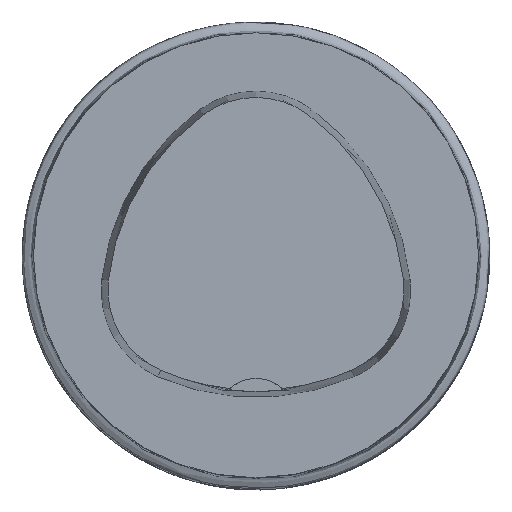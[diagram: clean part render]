
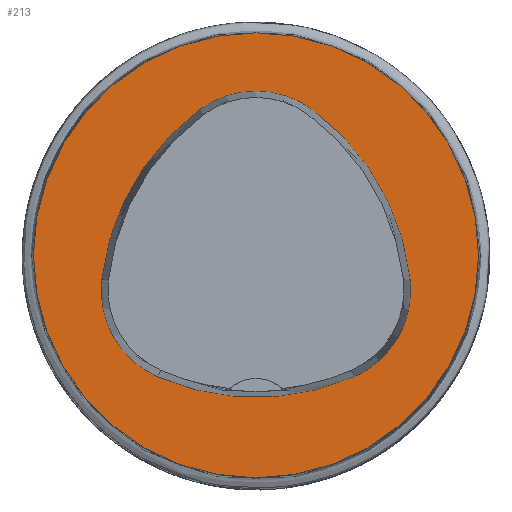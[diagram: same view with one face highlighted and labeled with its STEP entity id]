
A CAD part, top view. The second image highlights one B-rep face of the part: STEP entity #213.
In plain terms, the highlighted planar face has unit normal (0, 0, 1).
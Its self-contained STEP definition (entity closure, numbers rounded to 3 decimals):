
#146=PLANE('',#946);
#213=ADVANCED_FACE('',(#291,#292),#146,.T.);
#251=CIRCLE('',#917,40.);
#253=CIRCLE('',#924,44.);
#255=CIRCLE('',#927,17.);
#257=CIRCLE('',#930,44.);
#259=CIRCLE('',#933,17.);
#263=CIRCLE('',#938,44.);
#265=CIRCLE('',#941,17.);
#291=FACE_BOUND('',#342,.T.);
#292=FACE_BOUND('',#343,.T.);
#342=EDGE_LOOP('',(#453,#454,#455,#456,#457,#458));
#343=EDGE_LOOP('',(#459));
#453=ORIENTED_EDGE('',*,*,#623,.T.);
#454=ORIENTED_EDGE('',*,*,#603,.T.);
#455=ORIENTED_EDGE('',*,*,#607,.T.);
#456=ORIENTED_EDGE('',*,*,#610,.T.);
#457=ORIENTED_EDGE('',*,*,#613,.T.);
#458=ORIENTED_EDGE('',*,*,#621,.T.);
#459=ORIENTED_EDGE('',*,*,#593,.F.);
#539=VERTEX_POINT('',#1303);
#549=VERTEX_POINT('',#1324);
#550=VERTEX_POINT('',#1325);
#553=VERTEX_POINT('',#1333);
#555=VERTEX_POINT('',#1339);
#557=VERTEX_POINT('',#1345);
#564=VERTEX_POINT('',#1366);
#593=EDGE_CURVE('',#539,#539,#251,.T.);
#603=EDGE_CURVE('',#549,#550,#253,.T.);
#607=EDGE_CURVE('',#550,#553,#255,.T.);
#610=EDGE_CURVE('',#553,#555,#257,.T.);
#613=EDGE_CURVE('',#555,#557,#259,.T.);
#621=EDGE_CURVE('',#557,#564,#263,.T.);
#623=EDGE_CURVE('',#564,#549,#265,.T.);
#917=AXIS2_PLACEMENT_3D('',#1302,#1055,#1056);
#924=AXIS2_PLACEMENT_3D('',#1323,#1073,#1074);
#927=AXIS2_PLACEMENT_3D('',#1332,#1081,#1082);
#930=AXIS2_PLACEMENT_3D('',#1338,#1088,#1089);
#933=AXIS2_PLACEMENT_3D('',#1344,#1095,#1096);
#938=AXIS2_PLACEMENT_3D('',#1367,#1107,#1108);
#941=AXIS2_PLACEMENT_3D('',#1370,#1113,#1114);
#946=AXIS2_PLACEMENT_3D('',#1375,#1123,#1124);
#1055=DIRECTION('',(0.,0.,-1.));
#1056=DIRECTION('',(-1.,0.,0.));
#1073=DIRECTION('',(0.,0.,-1.));
#1074=DIRECTION('',(-1.,0.,0.));
#1081=DIRECTION('',(0.,0.,-1.));
#1082=DIRECTION('',(-1.,0.,0.));
#1088=DIRECTION('',(0.,0.,-1.));
#1089=DIRECTION('',(-1.,0.,0.));
#1095=DIRECTION('',(0.,0.,-1.));
#1096=DIRECTION('',(-1.,0.,0.));
#1107=DIRECTION('',(0.,0.,-1.));
#1108=DIRECTION('',(-1.,0.,0.));
#1113=DIRECTION('',(0.,0.,-1.));
#1114=DIRECTION('',(-1.,0.,0.));
#1123=DIRECTION('',(0.,0.,1.));
#1124=DIRECTION('',(1.,0.,0.));
#1302=CARTESIAN_POINT('',(0.,0.,0.));
#1303=CARTESIAN_POINT('',(-40.,0.,0.));
#1323=CARTESIAN_POINT('',(16.01,-9.224,0.));
#1324=CARTESIAN_POINT('',(-27.722,-4.378,0.));
#1325=CARTESIAN_POINT('',(-10.119,26.178,0.));
#1332=CARTESIAN_POINT('',(-0.023,12.5,0.));
#1333=CARTESIAN_POINT('',(10.049,26.194,0.));
#1338=CARTESIAN_POINT('',(-16.021,-9.25,0.));
#1339=CARTESIAN_POINT('',(27.71,-4.394,0.));
#1344=CARTESIAN_POINT('',(10.814,-6.27,0.));
#1345=CARTESIAN_POINT('',(17.611,-21.852,0.));
#1366=CARTESIAN_POINT('',(-17.652,-21.819,0.));
#1367=CARTESIAN_POINT('',(0.017,18.477,0.));
#1370=CARTESIAN_POINT('',(-10.825,-6.25,0.));
#1375=CARTESIAN_POINT('',(0.,0.,0.));
